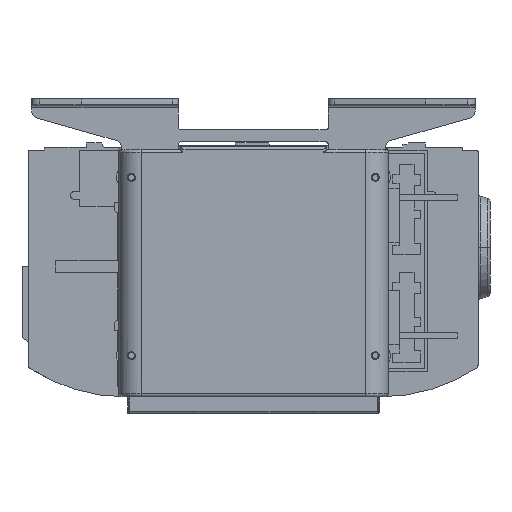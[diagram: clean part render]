
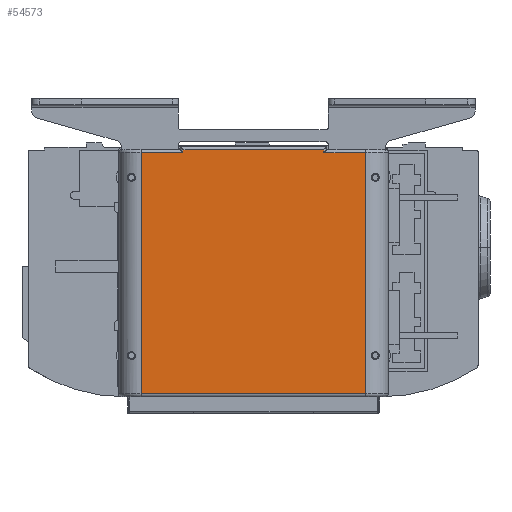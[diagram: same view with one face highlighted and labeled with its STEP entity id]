
A CAD part, left-side view. The second image highlights one B-rep face of the part: STEP entity #54573.
In plain terms, the highlighted face is planar.
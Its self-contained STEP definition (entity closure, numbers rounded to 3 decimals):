
#54026=DIRECTION('',(0.,0.,-1.));
#54027=VECTOR('',#54026,150.);
#54028=CARTESIAN_POINT('',(15.,85.,75.));
#54029=LINE('',#54028,#54027);
#54030=DIRECTION('',(0.,1.,0.));
#54031=VECTOR('',#54030,161.);
#54032=CARTESIAN_POINT('',(15.,-76.,-75.));
#54033=LINE('',#54032,#54031);
#54034=DIRECTION('',(0.,0.,1.));
#54035=VECTOR('',#54034,28.);
#54036=CARTESIAN_POINT('',(15.,-76.,-75.));
#54037=LINE('',#54036,#54035);
#54038=DIRECTION('',(0.,1.,0.));
#54039=VECTOR('',#54038,2.);
#54040=CARTESIAN_POINT('',(15.,-78.,-47.));
#54041=LINE('',#54040,#54039);
#54042=DIRECTION('',(0.,0.,-1.));
#54043=VECTOR('',#54042,94.);
#54044=CARTESIAN_POINT('',(15.,-78.,47.));
#54045=LINE('',#54044,#54043);
#54046=DIRECTION('',(0.,-1.,0.));
#54047=VECTOR('',#54046,2.);
#54048=CARTESIAN_POINT('',(15.,-76.,47.));
#54049=LINE('',#54048,#54047);
#54050=DIRECTION('',(0.,0.,-1.));
#54051=VECTOR('',#54050,28.);
#54052=CARTESIAN_POINT('',(15.,-76.,75.));
#54053=LINE('',#54052,#54051);
#54054=DIRECTION('',(0.,-1.,0.));
#54055=VECTOR('',#54054,161.);
#54056=CARTESIAN_POINT('',(15.,85.,75.));
#54057=LINE('',#54056,#54055);
#54104=CARTESIAN_POINT('',(15.,85.,-75.));
#54105=VERTEX_POINT('',#54104);
#54110=CARTESIAN_POINT('',(15.,85.,75.));
#54111=VERTEX_POINT('',#54110);
#54120=CARTESIAN_POINT('',(15.,-76.,75.));
#54121=VERTEX_POINT('',#54120);
#54126=CARTESIAN_POINT('',(15.,-76.,47.));
#54127=VERTEX_POINT('',#54126);
#54130=CARTESIAN_POINT('',(15.,-78.,47.));
#54131=VERTEX_POINT('',#54130);
#54134=CARTESIAN_POINT('',(15.,-78.,-47.));
#54135=VERTEX_POINT('',#54134);
#54138=CARTESIAN_POINT('',(15.,-76.,-47.));
#54139=VERTEX_POINT('',#54138);
#54146=CARTESIAN_POINT('',(15.,-76.,-75.));
#54147=VERTEX_POINT('',#54146);
#54556=CARTESIAN_POINT('',(15.,0.,0.));
#54557=DIRECTION('',(1.,0.,0.));
#54558=DIRECTION('',(0.,0.,-1.));
#54559=AXIS2_PLACEMENT_3D('',#54556,#54557,#54558);
#54560=PLANE('',#54559);
#54562=ORIENTED_EDGE('',*,*,#54561,.T.);
#54563=ORIENTED_EDGE('',*,*,#54334,.F.);
#54565=ORIENTED_EDGE('',*,*,#54564,.T.);
#54566=ORIENTED_EDGE('',*,*,#54453,.F.);
#54567=ORIENTED_EDGE('',*,*,#54469,.F.);
#54568=ORIENTED_EDGE('',*,*,#54510,.F.);
#54569=ORIENTED_EDGE('',*,*,#54525,.F.);
#54570=ORIENTED_EDGE('',*,*,#54226,.F.);
#54571=EDGE_LOOP('',(#54562,#54563,#54565,#54566,#54567,#54568,#54569,#54570));
#54572=FACE_OUTER_BOUND('',#54571,.F.);
#54226=EDGE_CURVE('',#54111,#54121,#54057,.T.);
#54334=EDGE_CURVE('',#54147,#54105,#54033,.T.);
#54453=EDGE_CURVE('',#54135,#54139,#54041,.T.);
#54469=EDGE_CURVE('',#54131,#54135,#54045,.T.);
#54510=EDGE_CURVE('',#54127,#54131,#54049,.T.);
#54525=EDGE_CURVE('',#54121,#54127,#54053,.T.);
#54561=EDGE_CURVE('',#54111,#54105,#54029,.T.);
#54564=EDGE_CURVE('',#54147,#54139,#54037,.T.);
#54573=ADVANCED_FACE('',(#54572),#54560,.T.);
